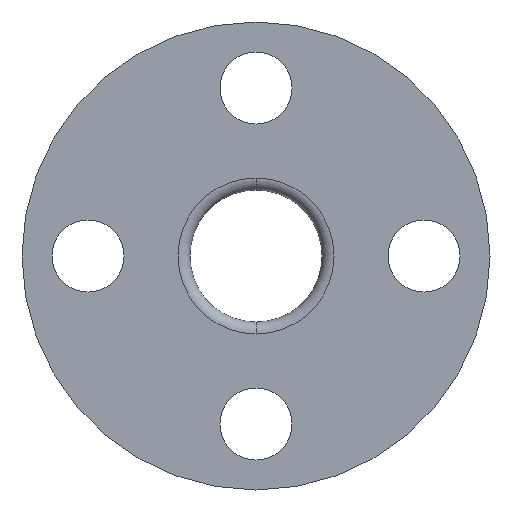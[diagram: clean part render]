
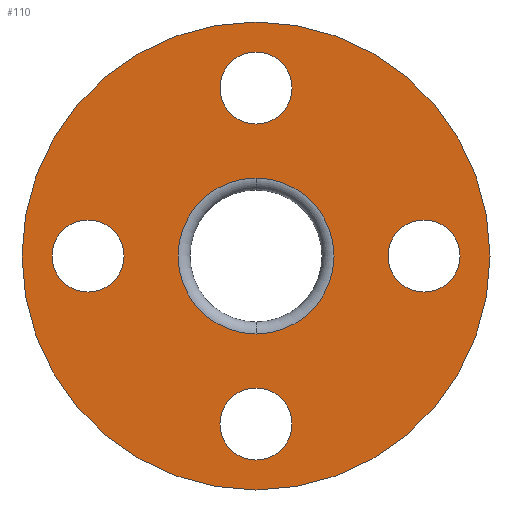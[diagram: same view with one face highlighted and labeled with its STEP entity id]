
A CAD part, left-side view. The second image highlights one B-rep face of the part: STEP entity #110.
In plain terms, the highlighted planar face has unit normal (-1, 0, 0).
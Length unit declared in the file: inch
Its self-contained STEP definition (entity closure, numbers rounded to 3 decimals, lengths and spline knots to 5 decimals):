
#1 = ORIENTED_EDGE ( 'NONE', *, *, #724, .T. ) ;
#4 = DIRECTION ( 'NONE',  ( 1., 0., 0. ) ) ;
#6 = CIRCLE ( 'NONE', #512, 0.375 ) ;
#18 = DIRECTION ( 'NONE',  ( 0., 1., 0. ) ) ;
#20 = DIRECTION ( 'NONE',  ( -1., 0., 0. ) ) ;
#21 = CARTESIAN_POINT ( 'NONE',  ( 0.86236, 0., 0. ) ) ;
#23 = ORIENTED_EDGE ( 'NONE', *, *, #414, .T. ) ;
#25 = CARTESIAN_POINT ( 'NONE',  ( 0.86236, -1.75, 0.375 ) ) ;
#30 = EDGE_LOOP ( 'NONE', ( #142, #257 ) ) ;
#31 = DIRECTION ( 'NONE',  ( -1., 0., 0. ) ) ;
#32 = CARTESIAN_POINT ( 'NONE',  ( 0.86236, 0., -1.375 ) ) ;
#34 = CARTESIAN_POINT ( 'NONE',  ( 0.86236, -1.75, 0. ) ) ;
#36 = VERTEX_POINT ( 'NONE', #25 ) ;
#42 = CIRCLE ( 'NONE', #581, 0.375 ) ;
#68 = DIRECTION ( 'NONE',  ( 1., 0., 0. ) ) ;
#85 = DIRECTION ( 'NONE',  ( 0., 0., 1. ) ) ;
#94 = FACE_BOUND ( 'NONE', #453, .T. ) ;
#108 = VERTEX_POINT ( 'NONE', #652 ) ;
#110 = ADVANCED_FACE ( 'NONE', ( #593, #386, #383, #446, #94, #309 ), #328, .T. ) ;
#111 = EDGE_LOOP ( 'NONE', ( #159, #617 ) ) ;
#112 = DIRECTION ( 'NONE',  ( 0., 0., 1. ) ) ;
#114 = CIRCLE ( 'NONE', #692, 0.375 ) ;
#116 = VERTEX_POINT ( 'NONE', #644 ) ;
#128 = VERTEX_POINT ( 'NONE', #490 ) ;
#136 = VERTEX_POINT ( 'NONE', #702 ) ;
#142 = ORIENTED_EDGE ( 'NONE', *, *, #700, .F. ) ;
#143 = DIRECTION ( 'NONE',  ( 0., 0., -1. ) ) ;
#148 = DIRECTION ( 'NONE',  ( 0., 1., 0. ) ) ;
#156 = DIRECTION ( 'NONE',  ( 0., -1., 0. ) ) ;
#158 = DIRECTION ( 'NONE',  ( -1., 0., 0. ) ) ;
#159 = ORIENTED_EDGE ( 'NONE', *, *, #394, .F. ) ;
#165 = AXIS2_PLACEMENT_3D ( 'NONE', #460, #204, #402 ) ;
#174 = CARTESIAN_POINT ( 'NONE',  ( 0.86236, 0., -2.125 ) ) ;
#176 = CARTESIAN_POINT ( 'NONE',  ( 0.86236, 0., 0. ) ) ;
#189 = DIRECTION ( 'NONE',  ( 0., 0., 1. ) ) ;
#196 = AXIS2_PLACEMENT_3D ( 'NONE', #392, #454, #385 ) ;
#204 = DIRECTION ( 'NONE',  ( -1., 0., 0. ) ) ;
#208 = CARTESIAN_POINT ( 'NONE',  ( 0.86236, -1.75, 0. ) ) ;
#240 = ORIENTED_EDGE ( 'NONE', *, *, #262, .F. ) ;
#246 = AXIS2_PLACEMENT_3D ( 'NONE', #488, #31, #18 ) ;
#255 = ORIENTED_EDGE ( 'NONE', *, *, #359, .F. ) ;
#257 = ORIENTED_EDGE ( 'NONE', *, *, #419, .F. ) ;
#258 = VERTEX_POINT ( 'NONE', #504 ) ;
#262 = EDGE_CURVE ( 'NONE', #36, #128, #114, .T. ) ;
#272 = VERTEX_POINT ( 'NONE', #324 ) ;
#279 = CIRCLE ( 'NONE', #196, 2.4375 ) ;
#282 = ORIENTED_EDGE ( 'NONE', *, *, #316, .F. ) ;
#309 = FACE_OUTER_BOUND ( 'NONE', #429, .T. ) ;
#312 = VERTEX_POINT ( 'NONE', #655 ) ;
#315 = CARTESIAN_POINT ( 'NONE',  ( 0.86236, 0., 0. ) ) ;
#316 = EDGE_CURVE ( 'NONE', #128, #36, #6, .T. ) ;
#320 = CIRCLE ( 'NONE', #551, 0.8125 ) ;
#321 = CARTESIAN_POINT ( 'NONE',  ( 0.86236, 0., -1.75 ) ) ;
#322 = EDGE_CURVE ( 'NONE', #707, #621, #480, .T. ) ;
#323 = CIRCLE ( 'NONE', #553, 0.375 ) ;
#324 = CARTESIAN_POINT ( 'NONE',  ( 0.86236, 0., 2.4375 ) ) ;
#328 = PLANE ( 'NONE',  #580 ) ;
#329 = DIRECTION ( 'NONE',  ( 0., 0., -1. ) ) ;
#343 = CARTESIAN_POINT ( 'NONE',  ( 0.86236, 0., 1.375 ) ) ;
#354 = AXIS2_PLACEMENT_3D ( 'NONE', #176, #4, #677 ) ;
#356 = CARTESIAN_POINT ( 'NONE',  ( 0.86236, 1.75, 0. ) ) ;
#359 = EDGE_CURVE ( 'NONE', #578, #258, #497, .T. ) ;
#381 = ORIENTED_EDGE ( 'NONE', *, *, #675, .T. ) ;
#383 = FACE_BOUND ( 'NONE', #111, .T. ) ;
#385 = DIRECTION ( 'NONE',  ( 0., 0., 1. ) ) ;
#386 = FACE_BOUND ( 'NONE', #562, .T. ) ;
#387 = AXIS2_PLACEMENT_3D ( 'NONE', #640, #645, #189 ) ;
#392 = CARTESIAN_POINT ( 'NONE',  ( 0.86236, 0., 0. ) ) ;
#394 = EDGE_CURVE ( 'NONE', #621, #707, #42, .T. ) ;
#402 = DIRECTION ( 'NONE',  ( 0., 0., 1. ) ) ;
#414 = EDGE_CURVE ( 'NONE', #116, #312, #320, .T. ) ;
#419 = EDGE_CURVE ( 'NONE', #136, #722, #607, .T. ) ;
#429 = EDGE_LOOP ( 'NONE', ( #701, #381 ) ) ;
#434 = AXIS2_PLACEMENT_3D ( 'NONE', #356, #577, #112 ) ;
#445 = DIRECTION ( 'NONE',  ( 0., -1., 0. ) ) ;
#446 = FACE_BOUND ( 'NONE', #30, .T. ) ;
#453 = EDGE_LOOP ( 'NONE', ( #23, #1 ) ) ;
#454 = DIRECTION ( 'NONE',  ( -1., 0., 0. ) ) ;
#460 = CARTESIAN_POINT ( 'NONE',  ( 0.86236, 0., 0. ) ) ;
#464 = EDGE_LOOP ( 'NONE', ( #654, #255 ) ) ;
#480 = CIRCLE ( 'NONE', #246, 0.375 ) ;
#488 = CARTESIAN_POINT ( 'NONE',  ( 0.86236, 0., -1.75 ) ) ;
#490 = CARTESIAN_POINT ( 'NONE',  ( 0.86236, -1.75, -0.375 ) ) ;
#491 = DIRECTION ( 'NONE',  ( -1., 0., 0. ) ) ;
#497 = CIRCLE ( 'NONE', #706, 0.375 ) ;
#504 = CARTESIAN_POINT ( 'NONE',  ( 0.86236, 0., 2.125 ) ) ;
#512 = AXIS2_PLACEMENT_3D ( 'NONE', #208, #696, #143 ) ;
#531 = CIRCLE ( 'NONE', #434, 0.375 ) ;
#533 = EDGE_CURVE ( 'NONE', #258, #578, #323, .T. ) ;
#540 = EDGE_CURVE ( 'NONE', #272, #108, #279, .T. ) ;
#551 = AXIS2_PLACEMENT_3D ( 'NONE', #21, #68, #594 ) ;
#553 = AXIS2_PLACEMENT_3D ( 'NONE', #622, #715, #445 ) ;
#562 = EDGE_LOOP ( 'NONE', ( #240, #282 ) ) ;
#577 = DIRECTION ( 'NONE',  ( -1., 0., 0. ) ) ;
#578 = VERTEX_POINT ( 'NONE', #343 ) ;
#580 = AXIS2_PLACEMENT_3D ( 'NONE', #315, #20, #85 ) ;
#581 = AXIS2_PLACEMENT_3D ( 'NONE', #321, #657, #148 ) ;
#593 = FACE_BOUND ( 'NONE', #464, .T. ) ;
#594 = DIRECTION ( 'NONE',  ( 0., 0., 1. ) ) ;
#607 = CIRCLE ( 'NONE', #387, 0.375 ) ;
#617 = ORIENTED_EDGE ( 'NONE', *, *, #322, .F. ) ;
#621 = VERTEX_POINT ( 'NONE', #32 ) ;
#622 = CARTESIAN_POINT ( 'NONE',  ( 0.86236, 0., 1.75 ) ) ;
#640 = CARTESIAN_POINT ( 'NONE',  ( 0.86236, 1.75, 0. ) ) ;
#644 = CARTESIAN_POINT ( 'NONE',  ( 0.86236, 0., 0.8125 ) ) ;
#645 = DIRECTION ( 'NONE',  ( -1., 0., 0. ) ) ;
#648 = CIRCLE ( 'NONE', #165, 2.4375 ) ;
#652 = CARTESIAN_POINT ( 'NONE',  ( 0.86236, 0., -2.4375 ) ) ;
#654 = ORIENTED_EDGE ( 'NONE', *, *, #533, .F. ) ;
#655 = CARTESIAN_POINT ( 'NONE',  ( 0.86236, 0., -0.8125 ) ) ;
#657 = DIRECTION ( 'NONE',  ( -1., 0., 0. ) ) ;
#665 = CARTESIAN_POINT ( 'NONE',  ( 0.86236, 0., 1.75 ) ) ;
#672 = CIRCLE ( 'NONE', #354, 0.8125 ) ;
#673 = CARTESIAN_POINT ( 'NONE',  ( 0.86236, 1.75, 0.375 ) ) ;
#675 = EDGE_CURVE ( 'NONE', #108, #272, #648, .T. ) ;
#677 = DIRECTION ( 'NONE',  ( 0., 0., 1. ) ) ;
#692 = AXIS2_PLACEMENT_3D ( 'NONE', #34, #158, #329 ) ;
#696 = DIRECTION ( 'NONE',  ( -1., 0., 0. ) ) ;
#700 = EDGE_CURVE ( 'NONE', #722, #136, #531, .T. ) ;
#701 = ORIENTED_EDGE ( 'NONE', *, *, #540, .T. ) ;
#702 = CARTESIAN_POINT ( 'NONE',  ( 0.86236, 1.75, -0.375 ) ) ;
#706 = AXIS2_PLACEMENT_3D ( 'NONE', #665, #491, #156 ) ;
#707 = VERTEX_POINT ( 'NONE', #174 ) ;
#715 = DIRECTION ( 'NONE',  ( -1., 0., 0. ) ) ;
#722 = VERTEX_POINT ( 'NONE', #673 ) ;
#724 = EDGE_CURVE ( 'NONE', #312, #116, #672, .T. ) ;
